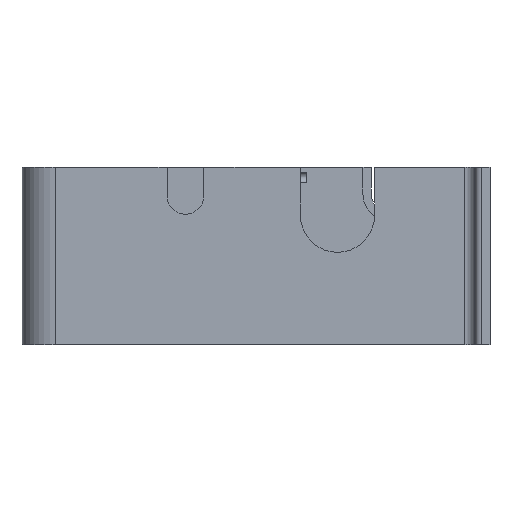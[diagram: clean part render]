
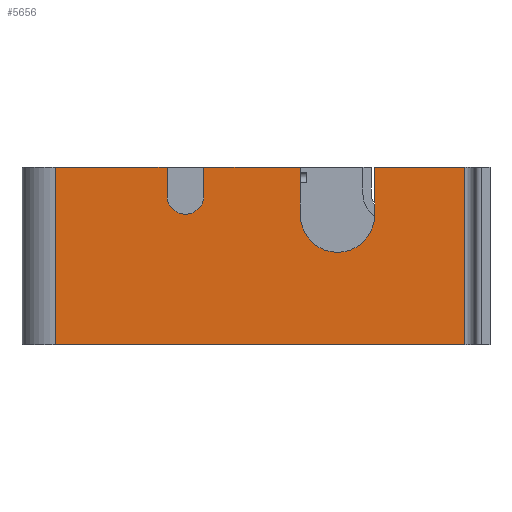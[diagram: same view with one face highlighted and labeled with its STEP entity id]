
A CAD part, front view. The second image highlights one B-rep face of the part: STEP entity #5656.
In plain terms, the highlighted planar face has unit normal (0, -1, 0).
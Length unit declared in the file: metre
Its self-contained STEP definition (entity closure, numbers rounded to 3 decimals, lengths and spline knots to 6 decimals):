
#281=PLANE('',#6061);
#287=CIRCLE('',#5691,0.0055);
#337=CIRCLE('',#5935,0.01111);
#1888=ORIENTED_EDGE('',*,*,#1971,.T.);
#1889=ORIENTED_EDGE('',*,*,#2738,.T.);
#1890=ORIENTED_EDGE('',*,*,#2506,.T.);
#1891=ORIENTED_EDGE('',*,*,#2722,.F.);
#1892=ORIENTED_EDGE('',*,*,#2017,.T.);
#1893=ORIENTED_EDGE('',*,*,#2727,.T.);
#1894=ORIENTED_EDGE('',*,*,#2546,.F.);
#1895=ORIENTED_EDGE('',*,*,#2550,.F.);
#1896=ORIENTED_EDGE('',*,*,#2549,.F.);
#1897=ORIENTED_EDGE('',*,*,#2739,.T.);
#1898=ORIENTED_EDGE('',*,*,#1969,.T.);
#1899=ORIENTED_EDGE('',*,*,#1967,.T.);
#1967=EDGE_CURVE('',#2752,#2753,#287,.T.);
#1969=EDGE_CURVE('',#2754,#2752,#3285,.T.);
#1971=EDGE_CURVE('',#2753,#2755,#3287,.T.);
#2017=EDGE_CURVE('',#2791,#2793,#3304,.T.);
#2506=EDGE_CURVE('',#3120,#3122,#3776,.T.);
#2546=EDGE_CURVE('',#3154,#3153,#3807,.T.);
#2549=EDGE_CURVE('',#3156,#3155,#3810,.T.);
#2550=EDGE_CURVE('',#3155,#3154,#337,.T.);
#2722=EDGE_CURVE('',#2791,#3122,#3932,.T.);
#2727=EDGE_CURVE('',#2793,#3153,#3937,.T.);
#2738=EDGE_CURVE('',#2755,#3120,#3942,.T.);
#2739=EDGE_CURVE('',#3156,#2754,#3943,.T.);
#2752=VERTEX_POINT('',#7569);
#2753=VERTEX_POINT('',#7571);
#2754=VERTEX_POINT('',#7575);
#2755=VERTEX_POINT('',#7579);
#2791=VERTEX_POINT('',#7675);
#2793=VERTEX_POINT('',#7679);
#3120=VERTEX_POINT('',#8822);
#3122=VERTEX_POINT('',#8826);
#3153=VERTEX_POINT('',#8907);
#3154=VERTEX_POINT('',#8909);
#3155=VERTEX_POINT('',#8913);
#3156=VERTEX_POINT('',#8915);
#3285=LINE('',#7576,#3959);
#3287=LINE('',#7580,#3961);
#3304=LINE('',#7680,#3978);
#3776=LINE('',#8827,#4450);
#3807=LINE('',#8910,#4481);
#3810=LINE('',#8916,#4484);
#3932=LINE('',#9262,#4606);
#3937=LINE('',#9268,#4611);
#3942=LINE('',#9289,#4616);
#3943=LINE('',#9290,#4617);
#3959=VECTOR('',#6112,1.);
#3961=VECTOR('',#6116,1.);
#3978=VECTOR('',#6215,1.);
#4450=VECTOR('',#7043,1.);
#4481=VECTOR('',#7114,1.);
#4484=VECTOR('',#7119,1.);
#4606=VECTOR('',#7473,1.);
#4611=VECTOR('',#7480,1.);
#4616=VECTOR('',#7507,1.);
#4617=VECTOR('',#7508,1.);
#4956=EDGE_LOOP('',(#1888,#1889,#1890,#1891,#1892,#1893,#1894,#1895,#1896,
#1897,#1898,#1899));
#5318=FACE_BOUND('',#4956,.T.);
#5656=ADVANCED_FACE('',(#5318),#281,.T.);
#5691=AXIS2_PLACEMENT_3D('',#7572,#6107,#6108);
#5935=AXIS2_PLACEMENT_3D('',#8918,#7122,#7123);
#6061=AXIS2_PLACEMENT_3D('',#9288,#7505,#7506);
#6107=DIRECTION('',(0.,1.,0.));
#6108=DIRECTION('',(1.,0.,0.));
#6112=DIRECTION('',(0.,0.,-1.));
#6116=DIRECTION('',(0.,0.,1.));
#6215=DIRECTION('',(0.,0.,1.));
#7043=DIRECTION('',(0.,0.,-1.));
#7114=DIRECTION('',(0.,0.,1.));
#7119=DIRECTION('',(0.,0.,-1.));
#7122=DIRECTION('',(0.,-1.,0.));
#7123=DIRECTION('',(1.,0.,0.));
#7473=DIRECTION('',(-1.,0.,0.));
#7480=DIRECTION('',(-1.,0.,0.));
#7505=DIRECTION('',(0.,-1.,0.));
#7506=DIRECTION('',(1.,0.,0.));
#7507=DIRECTION('',(-1.,0.,0.));
#7508=DIRECTION('',(-1.,0.,0.));
#7569=CARTESIAN_POINT('',(-0.123266,0.011601,0.0585));
#7571=CARTESIAN_POINT('',(-0.134266,0.011601,0.0585));
#7572=CARTESIAN_POINT('',(-0.128766,0.011601,0.0585));
#7575=CARTESIAN_POINT('',(-0.123266,0.011601,0.067));
#7576=CARTESIAN_POINT('',(-0.123266,0.011601,0.067));
#7579=CARTESIAN_POINT('',(-0.134266,0.011601,0.067));
#7580=CARTESIAN_POINT('',(-0.134266,0.011601,0.0585));
#7675=CARTESIAN_POINT('',(-0.045156,0.011601,0.014));
#7679=CARTESIAN_POINT('',(-0.045156,0.011601,0.067));
#7680=CARTESIAN_POINT('',(-0.045156,0.011601,0.067));
#8822=CARTESIAN_POINT('',(-0.167656,0.011601,0.067));
#8826=CARTESIAN_POINT('',(-0.167656,0.011601,0.014));
#8827=CARTESIAN_POINT('',(-0.167656,0.011601,0.067));
#8907=CARTESIAN_POINT('',(-0.072156,0.011601,0.067));
#8909=CARTESIAN_POINT('',(-0.072156,0.011601,0.05271));
#8910=CARTESIAN_POINT('',(-0.072156,0.011601,0.067));
#8913=CARTESIAN_POINT('',(-0.094376,0.011601,0.05271));
#8915=CARTESIAN_POINT('',(-0.094376,0.011601,0.067));
#8916=CARTESIAN_POINT('',(-0.094376,0.011601,0.05271));
#8918=CARTESIAN_POINT('',(-0.083266,0.011601,0.05271));
#9262=CARTESIAN_POINT('',(-0.177656,0.011601,0.014));
#9268=CARTESIAN_POINT('',(-0.177656,0.011601,0.067));
#9288=CARTESIAN_POINT('',(-0.177656,0.011601,0.067));
#9289=CARTESIAN_POINT('',(-0.177656,0.011601,0.067));
#9290=CARTESIAN_POINT('',(-0.177656,0.011601,0.067));
